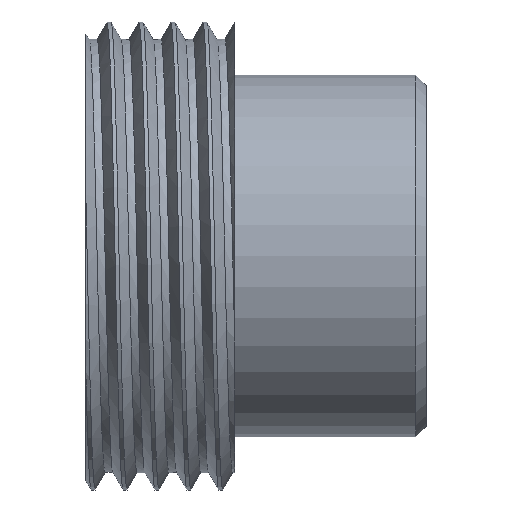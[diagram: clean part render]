
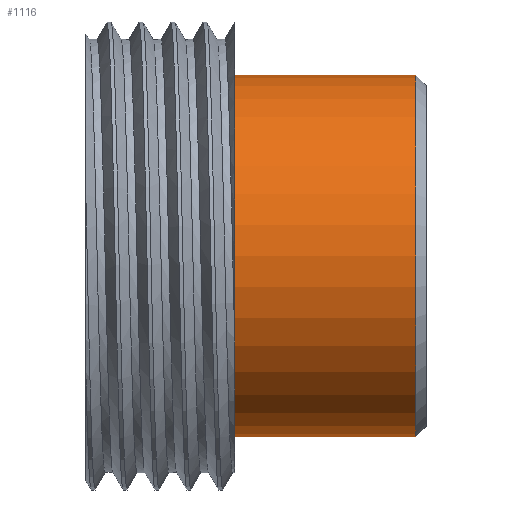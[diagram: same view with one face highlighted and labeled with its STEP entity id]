
A CAD part, front view. The second image highlights one B-rep face of the part: STEP entity #1116.
In plain terms, the highlighted cylindrical face has radius 8.5 mm (diameter 17 mm), a partial arc.
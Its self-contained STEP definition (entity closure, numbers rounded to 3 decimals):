
#96 = VECTOR ( 'NONE', #2922, 1000. ) ;
#462 = CARTESIAN_POINT ( 'NONE',  ( -36.703, 0., 0. ) ) ;
#523 = AXIS2_PLACEMENT_3D ( 'NONE', #2984, #3026, #1503 ) ;
#575 = AXIS2_PLACEMENT_3D ( 'NONE', #462, #3407, #2869 ) ;
#578 = ORIENTED_EDGE ( 'NONE', *, *, #3477, .T. ) ;
#639 = VERTEX_POINT ( 'NONE', #3144 ) ;
#872 = EDGE_CURVE ( 'NONE', #639, #3278, #2936, .T. ) ;
#970 = CARTESIAN_POINT ( 'NONE',  ( 8., 0., 8.5 ) ) ;
#1116 = ADVANCED_FACE ( 'NONE', ( #1309 ), #2523, .T. ) ;
#1154 = LINE ( 'NONE', #3811, #3065 ) ;
#1251 = ORIENTED_EDGE ( 'NONE', *, *, #1522, .F. ) ;
#1309 = FACE_OUTER_BOUND ( 'NONE', #3745, .T. ) ;
#1503 = DIRECTION ( 'NONE',  ( 0., 0., 1. ) ) ;
#1522 = EDGE_CURVE ( 'NONE', #3278, #2944, #2182, .T. ) ;
#1549 = DIRECTION ( 'NONE',  ( 0., 0., -1. ) ) ;
#1769 = ORIENTED_EDGE ( 'NONE', *, *, #872, .F. ) ;
#1778 = CARTESIAN_POINT ( 'NONE',  ( -0.5, 0., -8.5 ) ) ;
#1835 = DIRECTION ( 'NONE',  ( -1., 0., 0. ) ) ;
#2182 = CIRCLE ( 'NONE', #523, 8.5 ) ;
#2417 = EDGE_CURVE ( 'NONE', #2646, #2944, #1154, .T. ) ;
#2523 = CYLINDRICAL_SURFACE ( 'NONE', #575, 8.5 ) ;
#2544 = CARTESIAN_POINT ( 'NONE',  ( 8., 0., 0. ) ) ;
#2646 = VERTEX_POINT ( 'NONE', #970 ) ;
#2869 = DIRECTION ( 'NONE',  ( 0., 0., 1. ) ) ;
#2922 = DIRECTION ( 'NONE',  ( -1., 0., 0. ) ) ;
#2933 = AXIS2_PLACEMENT_3D ( 'NONE', #2544, #1835, #1549 ) ;
#2936 = LINE ( 'NONE', #3496, #96 ) ;
#2944 = VERTEX_POINT ( 'NONE', #3683 ) ;
#2984 = CARTESIAN_POINT ( 'NONE',  ( -0.5, 0., 0. ) ) ;
#3026 = DIRECTION ( 'NONE',  ( -1., 0., 0. ) ) ;
#3065 = VECTOR ( 'NONE', #3242, 1000. ) ;
#3144 = CARTESIAN_POINT ( 'NONE',  ( 8., 0., -8.5 ) ) ;
#3189 = CIRCLE ( 'NONE', #2933, 8.5 ) ;
#3242 = DIRECTION ( 'NONE',  ( -1., 0., 0. ) ) ;
#3278 = VERTEX_POINT ( 'NONE', #1778 ) ;
#3407 = DIRECTION ( 'NONE',  ( -1., 0., 0. ) ) ;
#3442 = ORIENTED_EDGE ( 'NONE', *, *, #2417, .T. ) ;
#3477 = EDGE_CURVE ( 'NONE', #639, #2646, #3189, .T. ) ;
#3496 = CARTESIAN_POINT ( 'NONE',  ( -36.703, 0., -8.5 ) ) ;
#3683 = CARTESIAN_POINT ( 'NONE',  ( -0.5, 0., 8.5 ) ) ;
#3745 = EDGE_LOOP ( 'NONE', ( #1769, #578, #3442, #1251 ) ) ;
#3811 = CARTESIAN_POINT ( 'NONE',  ( -36.703, 0., 8.5 ) ) ;
